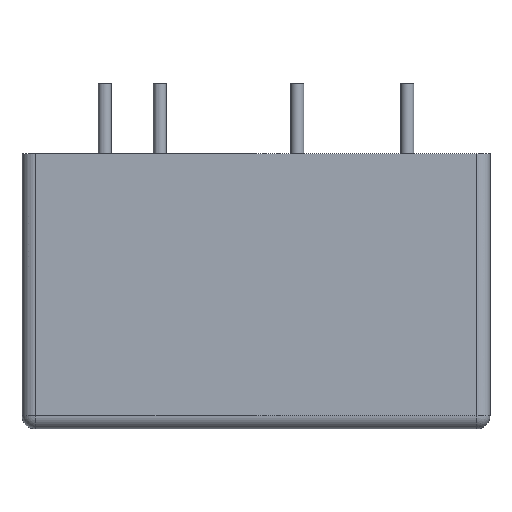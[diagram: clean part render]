
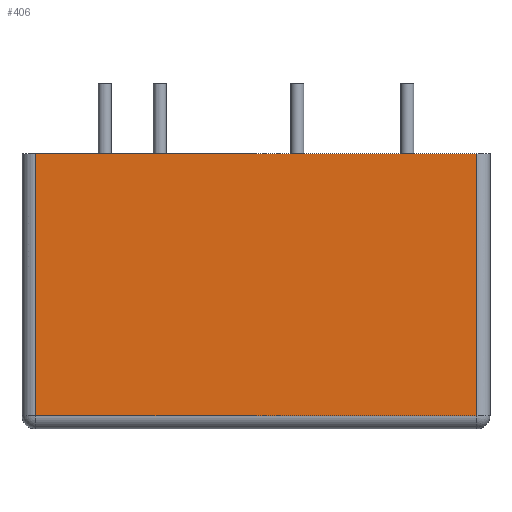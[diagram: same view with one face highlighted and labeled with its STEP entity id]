
A CAD part, front view. The second image highlights one B-rep face of the part: STEP entity #406.
In plain terms, the highlighted planar face has unit normal (0, -1, 0).
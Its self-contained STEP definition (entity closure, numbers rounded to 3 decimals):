
#60=PLANE('',#515);
#90=FACE_OUTER_BOUND('',#120,.T.);
#120=EDGE_LOOP('',(#342,#343,#344,#345));
#136=LINE('',#718,#160);
#143=LINE('',#750,#167);
#152=LINE('',#774,#176);
#153=LINE('',#777,#177);
#160=VECTOR('',#563,10.);
#167=VECTOR('',#604,10.);
#176=VECTOR('',#631,10.);
#177=VECTOR('',#636,10.);
#210=VERTEX_POINT('',#715);
#211=VERTEX_POINT('',#717);
#219=VERTEX_POINT('',#748);
#225=VERTEX_POINT('',#773);
#239=EDGE_CURVE('',#210,#211,#136,.T.);
#256=EDGE_CURVE('',#219,#210,#143,.T.);
#267=EDGE_CURVE('',#225,#211,#152,.T.);
#269=EDGE_CURVE('',#225,#219,#153,.T.);
#342=ORIENTED_EDGE('',*,*,#239,.F.);
#343=ORIENTED_EDGE('',*,*,#256,.F.);
#344=ORIENTED_EDGE('',*,*,#269,.F.);
#345=ORIENTED_EDGE('',*,*,#267,.T.);
#406=ADVANCED_FACE('',(#90),#60,.T.);
#515=AXIS2_PLACEMENT_3D('',#776,#634,#635);
#563=DIRECTION('',(-1.,0.,0.));
#604=DIRECTION('',(0.,0.,-1.));
#631=DIRECTION('',(0.,0.,-1.));
#634=DIRECTION('center_axis',(0.,-1.,0.));
#635=DIRECTION('ref_axis',(-1.,0.,0.));
#636=DIRECTION('',(1.,0.,0.));
#715=CARTESIAN_POINT('',(34.37,-2.58,-24.2));
#717=CARTESIAN_POINT('',(-6.43,-2.58,-24.2));
#718=CARTESIAN_POINT('',(24.17,-2.58,-24.2));
#748=CARTESIAN_POINT('',(34.37,-2.58,0.));
#750=CARTESIAN_POINT('',(34.37,-2.58,0.));
#773=CARTESIAN_POINT('',(-6.43,-2.58,0.));
#774=CARTESIAN_POINT('',(-6.43,-2.58,0.));
#776=CARTESIAN_POINT('Origin',(34.37,-2.58,0.));
#777=CARTESIAN_POINT('',(-6.43,-2.58,0.));
